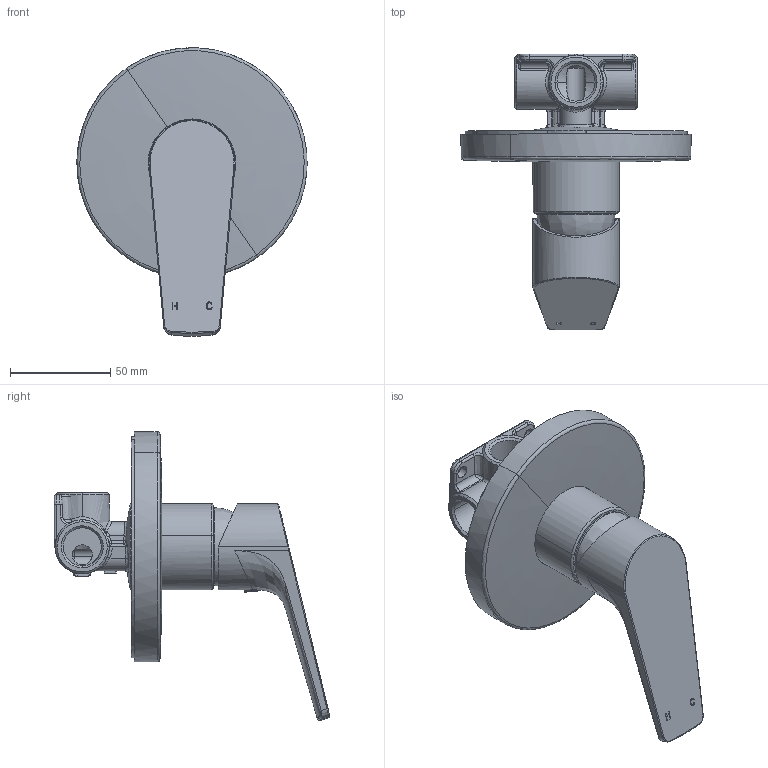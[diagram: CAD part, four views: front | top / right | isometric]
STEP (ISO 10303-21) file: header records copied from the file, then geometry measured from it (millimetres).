
FILE_DESCRIPTION(/* description */ (''),/* implementation_level */ '2;1');
FILE_NAME(/* name */ 'STEP - A075032421_9508809',/* time_stamp */ '2025-03-18T16:39:30+11:00',/* author */ (''),/* organization */ (''),/* preprocessor_version */ 'ST-DEVELOPER v16.5',/* originating_system */ 'Rhino 7.37',/* authorisation */ '');
FILE_SCHEMA (('AUTOMOTIVE_DESIGN'));
Length unit declared in the file: millimetre
Products named in the file (1): Document
Bounding box: 115 x 137.67 x 144.14 mm (x, y, z)
Volume: 75401.6 mm3; surface area: 91697.8 mm2
Topology: 5 solids, 8 shells, 639 faces, 1602 edges, 923 vertices
Faces by surface type: bspline 302, cylinder 205, plane 132
Entity records: 28199 total; most frequent: CARTESIAN_POINT 18553, ORIENTED_EDGE 3062, EDGE_CURVE 1559, B_SPLINE_CURVE_WITH_KNOTS 936, VERTEX_POINT 919, EDGE_LOOP 678, ADVANCED_FACE 639, FACE_OUTER_BOUND 639
